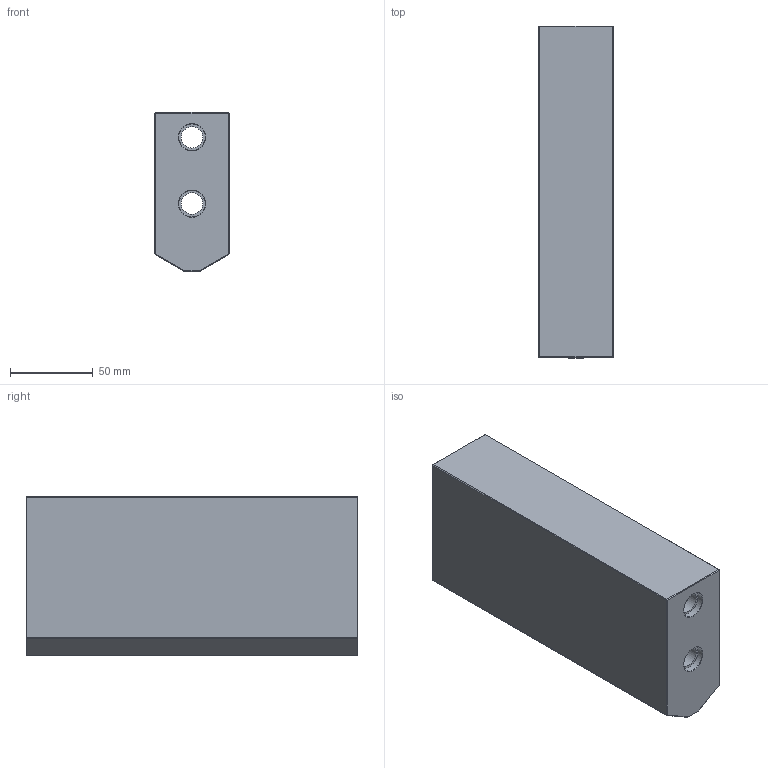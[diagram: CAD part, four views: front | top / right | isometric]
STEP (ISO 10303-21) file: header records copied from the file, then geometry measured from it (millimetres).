
FILE_DESCRIPTION(/* description */ (''),/* implementation_level */ '2;1');
FILE_NAME(/* name */ 'GS-CC-200.stp',/* time_stamp */ '2019-11-20T15:59:19+01:00',/* author */ ('e.orio2'),/* organization */ (''),/* preprocessor_version */ 'ST-DEVELOPER v17',/* originating_system */ 'Autodesk Inventor 2019',/* authorisation */ '');
FILE_SCHEMA (('AUTOMOTIVE_DESIGN { 1 0 10303 214 3 1 1 }'));
Length unit declared in the file: millimetre
Products named in the file (1): GS-CC-200
Bounding box: 45 x 200 x 96 mm (x, y, z)
Volume: 705295.9 mm3; surface area: 85344.7 mm2
Topology: 1 solids, 1 shells, 44 faces, 88 edges, 50 vertices
Faces by surface type: plane 36, cylinder 6, cone 2
Full cylindrical faces by diameter (mm): 13 x2, 16 x2, 20 x2
Entity records: 1149 total; most frequent: DIRECTION 196, CARTESIAN_POINT 183, ORIENTED_EDGE 176, EDGE_CURVE 88, LINE 70, VECTOR 70, AXIS2_PLACEMENT_3D 63, EDGE_LOOP 52
